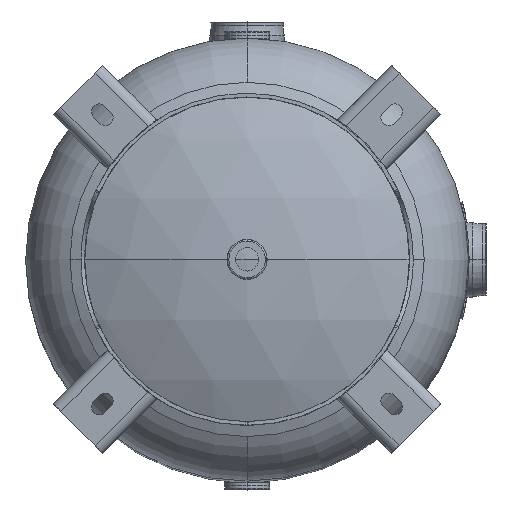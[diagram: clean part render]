
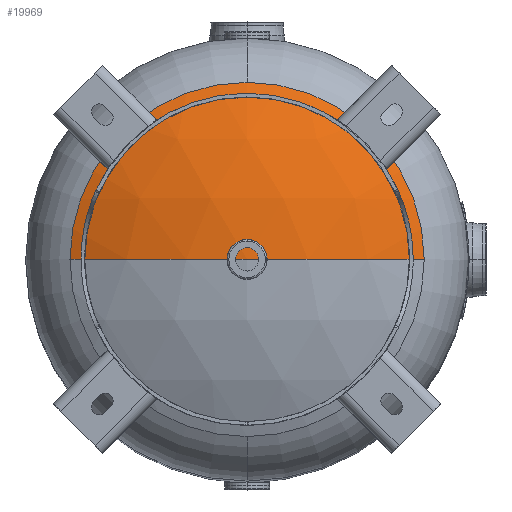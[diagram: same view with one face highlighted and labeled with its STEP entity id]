
A CAD part, top view. The second image highlights one B-rep face of the part: STEP entity #19969.
In plain terms, the highlighted spherical face has radius 365.76 mm.
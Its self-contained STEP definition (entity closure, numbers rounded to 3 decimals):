
#259 = VERTEX_POINT ( 'NONE', #12678 ) ;
#780 = EDGE_CURVE ( 'NONE', #259, #17004, #17669, .T. ) ;
#841 = CARTESIAN_POINT ( 'NONE',  ( 0., 0., 444.49 ) ) ;
#1024 = DIRECTION ( 'NONE',  ( 0., 0., -1. ) ) ;
#1891 = DIRECTION ( 'NONE',  ( 0., -1., 0. ) ) ;
#2226 = CARTESIAN_POINT ( 'NONE',  ( 0., 0., 116.84 ) ) ;
#2407 = AXIS2_PLACEMENT_3D ( 'NONE', #2226, #1891, #5665 ) ;
#2458 = ORIENTED_EDGE ( 'NONE', *, *, #15036, .F. ) ;
#2466 = DIRECTION ( 'NONE',  ( 0., 1., 0. ) ) ;
#4822 = CIRCLE ( 'NONE', #17628, 365.76 ) ;
#5665 = DIRECTION ( 'NONE',  ( 1., 0., 0. ) ) ;
#7996 = CARTESIAN_POINT ( 'NONE',  ( -162.56, 0., 444.49 ) ) ;
#8852 = CARTESIAN_POINT ( 'NONE',  ( 0., 0., 116.84 ) ) ;
#9260 = AXIS2_PLACEMENT_3D ( 'NONE', #841, #21307, #2466 ) ;
#10280 = VERTEX_POINT ( 'NONE', #19550 ) ;
#11061 = CARTESIAN_POINT ( 'NONE',  ( 0., 0., 116.84 ) ) ;
#11406 = DIRECTION ( 'NONE',  ( 0., 1., 0. ) ) ;
#12197 = ORIENTED_EDGE ( 'NONE', *, *, #780, .F. ) ;
#12511 = DIRECTION ( 'NONE',  ( 0., 1., 0. ) ) ;
#12624 = DIRECTION ( 'NONE',  ( 0., 0., 1. ) ) ;
#12678 = CARTESIAN_POINT ( 'NONE',  ( 0., 162.56, 444.49 ) ) ;
#12968 = AXIS2_PLACEMENT_3D ( 'NONE', #8852, #12511, #12624 ) ;
#13359 = CARTESIAN_POINT ( 'NONE',  ( 162.56, 0., 444.49 ) ) ;
#14064 = CIRCLE ( 'NONE', #12968, 365.76 ) ;
#14118 = FACE_OUTER_BOUND ( 'NONE', #20426, .T. ) ;
#14382 = DIRECTION ( 'NONE',  ( 0., -1., 0. ) ) ;
#15036 = EDGE_CURVE ( 'NONE', #16217, #259, #19502, .T. ) ;
#16004 = ORIENTED_EDGE ( 'NONE', *, *, #21453, .F. ) ;
#16217 = VERTEX_POINT ( 'NONE', #7996 ) ;
#17004 = VERTEX_POINT ( 'NONE', #13359 ) ;
#17375 = ORIENTED_EDGE ( 'NONE', *, *, #20036, .T. ) ;
#17628 = AXIS2_PLACEMENT_3D ( 'NONE', #11061, #14382, #21111 ) ;
#17669 = CIRCLE ( 'NONE', #18382, 162.56 ) ;
#18382 = AXIS2_PLACEMENT_3D ( 'NONE', #21814, #1024, #11406 ) ;
#19502 = CIRCLE ( 'NONE', #9260, 162.56 ) ;
#19550 = CARTESIAN_POINT ( 'NONE',  ( 0., 0., 482.6 ) ) ;
#19969 = ADVANCED_FACE ( 'NONE', ( #14118 ), #21310, .T. ) ;
#20036 = EDGE_CURVE ( 'NONE', #10280, #17004, #14064, .T. ) ;
#20426 = EDGE_LOOP ( 'NONE', ( #16004, #17375, #12197, #2458 ) ) ;
#21111 = DIRECTION ( 'NONE',  ( 1., 0., 0. ) ) ;
#21307 = DIRECTION ( 'NONE',  ( 0., 0., -1. ) ) ;
#21310 = SPHERICAL_SURFACE ( 'NONE', #2407, 365.76 ) ;
#21453 = EDGE_CURVE ( 'NONE', #10280, #16217, #4822, .T. ) ;
#21814 = CARTESIAN_POINT ( 'NONE',  ( 0., 0., 444.49 ) ) ;
